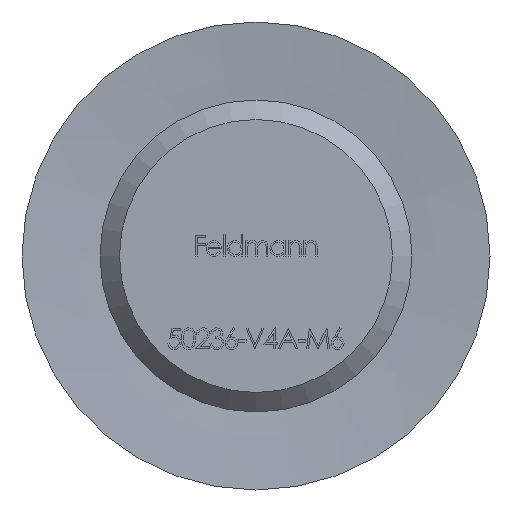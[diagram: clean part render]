
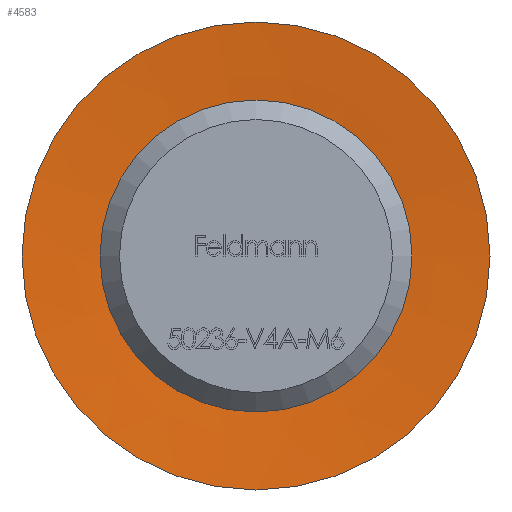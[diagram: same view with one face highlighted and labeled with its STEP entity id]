
A CAD part, front view. The second image highlights one B-rep face of the part: STEP entity #4583.
In plain terms, the highlighted conical face has half-angle 85 degrees and reference radius 3.32 mm.
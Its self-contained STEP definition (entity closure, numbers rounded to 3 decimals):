
#75 = FACE_BOUND ( 'NONE', #5136, .T. ) ;
#223 = CARTESIAN_POINT ( 'NONE',  ( 6., 0., 0. ) ) ;
#1163 = VERTEX_POINT ( 'NONE', #223 ) ;
#1429 = DIRECTION ( 'NONE',  ( 1., 0., 0. ) ) ;
#1627 = DIRECTION ( 'NONE',  ( 0., -1., 0. ) ) ;
#3237 = CARTESIAN_POINT ( 'NONE',  ( 0., 0.234, 0. ) ) ;
#3733 = CIRCLE ( 'NONE', #11694, 6. ) ;
#3779 = EDGE_CURVE ( 'NONE', #3967, #3967, #3905, .T. ) ;
#3876 = FACE_OUTER_BOUND ( 'NONE', #6338, .T. ) ;
#3905 = CIRCLE ( 'NONE', #11589, 3.32 ) ;
#3967 = VERTEX_POINT ( 'NONE', #8524 ) ;
#4139 = EDGE_CURVE ( 'NONE', #1163, #1163, #3733, .T. ) ;
#4583 = ADVANCED_FACE ( 'NONE', ( #3876, #75 ), #11623, .F. ) ;
#5136 = EDGE_LOOP ( 'NONE', ( #9390 ) ) ;
#5821 = CARTESIAN_POINT ( 'NONE',  ( 0., 0., 0. ) ) ;
#6338 = EDGE_LOOP ( 'NONE', ( #11103 ) ) ;
#7596 = DIRECTION ( 'NONE',  ( 1., 0., 0. ) ) ;
#7848 = CARTESIAN_POINT ( 'NONE',  ( 0., 0.234, 0. ) ) ;
#8524 = CARTESIAN_POINT ( 'NONE',  ( 3.32, 0.234, 0. ) ) ;
#9390 = ORIENTED_EDGE ( 'NONE', *, *, #3779, .F. ) ;
#10272 = AXIS2_PLACEMENT_3D ( 'NONE', #7848, #12040, #1429 ) ;
#11103 = ORIENTED_EDGE ( 'NONE', *, *, #4139, .T. ) ;
#11589 = AXIS2_PLACEMENT_3D ( 'NONE', #3237, #12892, #7596 ) ;
#11623 = CONICAL_SURFACE ( 'NONE', #10272, 3.32, 1.484 ) ;
#11694 = AXIS2_PLACEMENT_3D ( 'NONE', #5821, #1627, #13208 ) ;
#12040 = DIRECTION ( 'NONE',  ( 0., -1., 0. ) ) ;
#12892 = DIRECTION ( 'NONE',  ( 0., -1., 0. ) ) ;
#13208 = DIRECTION ( 'NONE',  ( 1., 0., 0. ) ) ;
